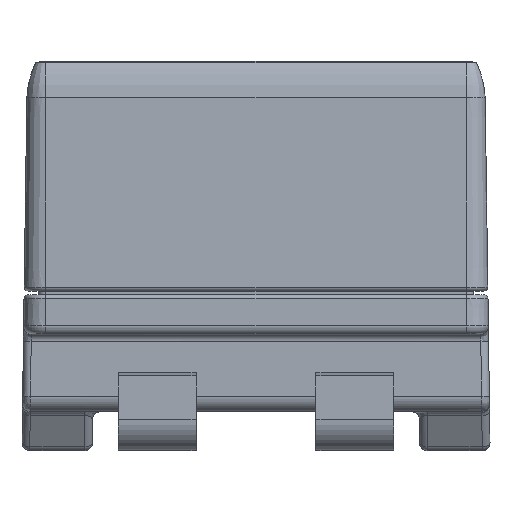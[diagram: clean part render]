
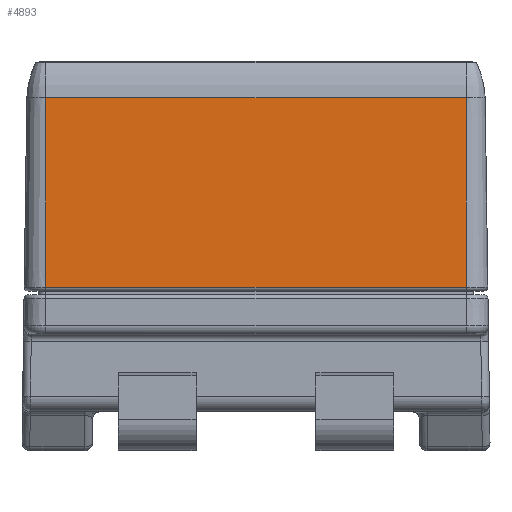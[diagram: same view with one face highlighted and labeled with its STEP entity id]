
A CAD part, front view. The second image highlights one B-rep face of the part: STEP entity #4893.
In plain terms, the highlighted planar face has unit normal (0, -1, 0.014).
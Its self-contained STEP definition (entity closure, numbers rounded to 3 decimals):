
#505=PLANE('',#5260);
#802=FACE_OUTER_BOUND('',#1116,.T.);
#1116=EDGE_LOOP('',(#4443,#4444,#4445,#4446));
#1449=LINE('',#11106,#1795);
#1456=LINE('',#11150,#1802);
#1458=LINE('',#11156,#1804);
#1460=LINE('',#11161,#1806);
#1795=VECTOR('',#6202,10.);
#1802=VECTOR('',#6251,10.);
#1804=VECTOR('',#6261,10.);
#1806=VECTOR('',#6267,10.);
#2358=VERTEX_POINT('',#11043);
#2359=VERTEX_POINT('',#11090);
#2373=VERTEX_POINT('',#11142);
#2375=VERTEX_POINT('',#11148);
#3047=EDGE_CURVE('',#2358,#2359,#1449,.T.);
#3068=EDGE_CURVE('',#2375,#2373,#1456,.T.);
#3072=EDGE_CURVE('',#2373,#2359,#1458,.T.);
#3075=EDGE_CURVE('',#2358,#2375,#1460,.T.);
#4443=ORIENTED_EDGE('',*,*,#3068,.F.);
#4444=ORIENTED_EDGE('',*,*,#3075,.F.);
#4445=ORIENTED_EDGE('',*,*,#3047,.T.);
#4446=ORIENTED_EDGE('',*,*,#3072,.F.);
#4893=ADVANCED_FACE('',(#802),#505,.T.);
#5260=AXIS2_PLACEMENT_3D('',#11160,#6265,#6266);
#6202=DIRECTION('',(-1.,0.,0.));
#6251=DIRECTION('',(-1.,0.,0.));
#6261=DIRECTION('',(0.,0.014,1.));
#6265=DIRECTION('center_axis',(0.,-1.,
0.014));
#6266=DIRECTION('ref_axis',(1.,0.,0.));
#6267=DIRECTION('',(0.,-0.014,-1.));
#11043=CARTESIAN_POINT('',(2.7,-4.544,4.531));
#11090=CARTESIAN_POINT('',(-2.7,-4.544,4.531));
#11106=CARTESIAN_POINT('',(-2.7,-4.544,4.531));
#11142=CARTESIAN_POINT('',(-2.7,-4.578,2.101));
#11148=CARTESIAN_POINT('',(2.7,-4.578,2.101));
#11150=CARTESIAN_POINT('',(-1.5,-4.578,2.101));
#11156=CARTESIAN_POINT('',(-2.7,-4.6,0.5));
#11160=CARTESIAN_POINT('Origin',(-3.,-4.607,0.));
#11161=CARTESIAN_POINT('',(2.7,-4.6,0.5));
